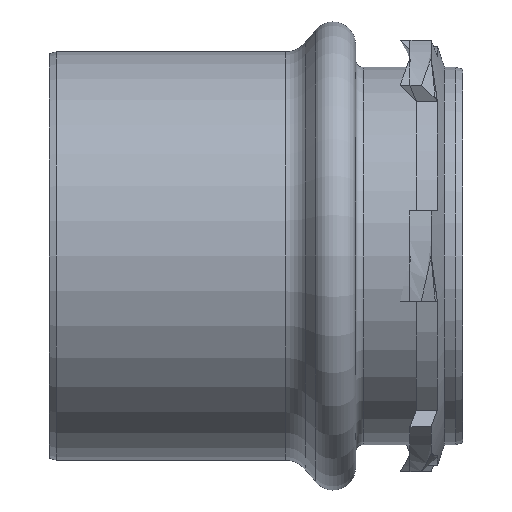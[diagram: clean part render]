
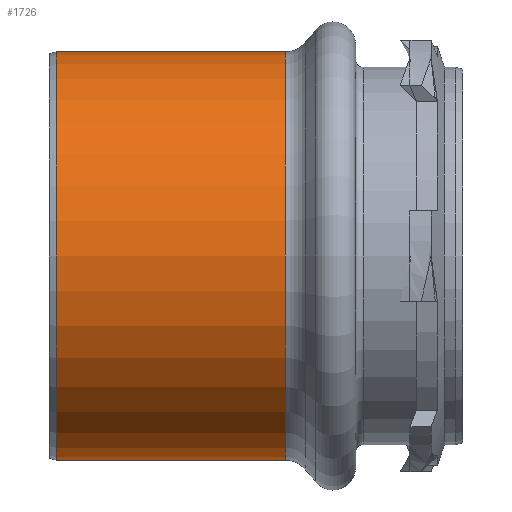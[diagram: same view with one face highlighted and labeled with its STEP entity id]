
A CAD part, front view. The second image highlights one B-rep face of the part: STEP entity #1726.
In plain terms, the highlighted cylindrical face has radius 27.05 mm (diameter 54.1 mm), a full revolution.
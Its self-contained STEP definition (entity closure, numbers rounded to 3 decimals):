
#41=CYLINDRICAL_SURFACE('',#1909,27.05);
#134=B_SPLINE_CURVE_WITH_KNOTS('',3,(#3384,#3385,#3386,#3387,#3388,#3389,
#3390,#3391,#3392,#3393,#3394,#3395,#3396,#3397,#3398,#3399),
 .UNSPECIFIED.,.T.,.F.,(4,1,1,1,1,1,1,1,1,1,1,1,1,4),(-2.415,
-2.242,-2.07,-1.897,-1.725,
-1.552,-1.38,-1.15,-1.035,
-0.69,-0.517,-0.345,-0.172,
0.),.UNSPECIFIED.);
#135=B_SPLINE_CURVE_WITH_KNOTS('',3,(#3401,#3402,#3403,#3404,#3405,#3406,
#3407,#3408,#3409,#3410,#3411,#3412,#3413,#3414,#3415,#3416,#3417),
 .UNSPECIFIED.,.T.,.F.,(4,1,1,1,1,1,1,1,1,1,1,1,1,1,4),(-2.415,
-2.242,-2.07,-1.897,-1.725,
-1.552,-1.38,-1.207,-1.035,
-0.92,-0.69,-0.517,-0.345,
-0.172,0.),.UNSPECIFIED.);
#204=LINE('',#3379,#254);
#254=VECTOR('',#2238,27.05);
#400=FACE_BOUND('',#580,.T.);
#401=FACE_BOUND('',#581,.T.);
#467=FACE_OUTER_BOUND('',#579,.T.);
#579=EDGE_LOOP('',(#1477,#1478,#1479,#1480,#1481,#1482));
#580=EDGE_LOOP('',(#1483));
#581=EDGE_LOOP('',(#1484));
#694=CIRCLE('',#1910,27.05);
#695=CIRCLE('',#1911,27.05);
#696=CIRCLE('',#1912,27.05);
#697=CIRCLE('',#1913,27.05);
#853=VERTEX_POINT('',#3374);
#854=VERTEX_POINT('',#3375);
#855=VERTEX_POINT('',#3378);
#856=VERTEX_POINT('',#3380);
#857=VERTEX_POINT('',#3383);
#858=VERTEX_POINT('',#3400);
#1071=EDGE_CURVE('',#853,#854,#694,.T.);
#1072=EDGE_CURVE('',#854,#853,#695,.T.);
#1073=EDGE_CURVE('',#854,#855,#204,.T.);
#1074=EDGE_CURVE('',#855,#856,#696,.T.);
#1075=EDGE_CURVE('',#856,#855,#697,.T.);
#1076=EDGE_CURVE('',#857,#857,#134,.T.);
#1077=EDGE_CURVE('',#858,#858,#135,.T.);
#1477=ORIENTED_EDGE('',*,*,#1071,.F.);
#1478=ORIENTED_EDGE('',*,*,#1072,.F.);
#1479=ORIENTED_EDGE('',*,*,#1073,.T.);
#1480=ORIENTED_EDGE('',*,*,#1074,.T.);
#1481=ORIENTED_EDGE('',*,*,#1075,.T.);
#1482=ORIENTED_EDGE('',*,*,#1073,.F.);
#1483=ORIENTED_EDGE('',*,*,#1076,.F.);
#1484=ORIENTED_EDGE('',*,*,#1077,.F.);
#1726=ADVANCED_FACE('',(#467,#400,#401),#41,.T.);
#1909=AXIS2_PLACEMENT_3D('',#3373,#2232,#2233);
#1910=AXIS2_PLACEMENT_3D('',#3376,#2234,#2235);
#1911=AXIS2_PLACEMENT_3D('',#3377,#2236,#2237);
#1912=AXIS2_PLACEMENT_3D('',#3381,#2239,#2240);
#1913=AXIS2_PLACEMENT_3D('',#3382,#2241,#2242);
#2232=DIRECTION('center_axis',(-1.,0.,0.));
#2233=DIRECTION('ref_axis',(0.,1.,0.));
#2234=DIRECTION('center_axis',(-1.,0.,0.));
#2235=DIRECTION('ref_axis',(0.,-1.,0.));
#2236=DIRECTION('center_axis',(-1.,0.,0.));
#2237=DIRECTION('ref_axis',(0.,-1.,0.));
#2238=DIRECTION('',(1.,0.,0.));
#2239=DIRECTION('center_axis',(-1.,0.,0.));
#2240=DIRECTION('ref_axis',(0.,0.,
1.));
#2241=DIRECTION('center_axis',(-1.,0.,0.));
#2242=DIRECTION('ref_axis',(0.,0.,
1.));
#3373=CARTESIAN_POINT('Origin',(-24.95,0.,0.));
#3374=CARTESIAN_POINT('',(-39.667,27.05,0.));
#3375=CARTESIAN_POINT('',(-39.667,-27.05,0.));
#3376=CARTESIAN_POINT('Origin',(-39.667,0.,
0.));
#3377=CARTESIAN_POINT('Origin',(-39.667,0.,
0.));
#3378=CARTESIAN_POINT('',(-9.3,-27.05,0.));
#3379=CARTESIAN_POINT('',(-24.95,-27.05,0.));
#3380=CARTESIAN_POINT('',(-9.3,0.,-27.05));
#3381=CARTESIAN_POINT('Origin',(-9.3,0.,
0.));
#3382=CARTESIAN_POINT('Origin',(-9.3,0.,
0.));
#3383=CARTESIAN_POINT('',(-31.4,26.617,4.822));
#3384=CARTESIAN_POINT('Ctrl Pts',(-31.4,26.617,4.822));
#3385=CARTESIAN_POINT('Ctrl Pts',(-30.651,26.617,4.822));
#3386=CARTESIAN_POINT('Ctrl Pts',(-29.153,26.68,4.491));
#3387=CARTESIAN_POINT('Ctrl Pts',(-27.359,26.89,3.11));
#3388=CARTESIAN_POINT('Ctrl Pts',(-26.359,27.057,1.113));
#3389=CARTESIAN_POINT('Ctrl Pts',(-26.359,27.056,-1.115));
#3390=CARTESIAN_POINT('Ctrl Pts',(-27.359,26.89,-3.108));
#3391=CARTESIAN_POINT('Ctrl Pts',(-29.353,26.655,-4.649));
#3392=CARTESIAN_POINT('Ctrl Pts',(-31.673,26.585,-4.985));
#3393=CARTESIAN_POINT('Ctrl Pts',(-34.58,26.746,-4.129));
#3394=CARTESIAN_POINT('Ctrl Pts',(-36.45,27.058,-1.865));
#3395=CARTESIAN_POINT('Ctrl Pts',(-36.437,27.056,1.117));
#3396=CARTESIAN_POINT('Ctrl Pts',(-35.442,26.89,3.109));
#3397=CARTESIAN_POINT('Ctrl Pts',(-33.646,26.68,4.492));
#3398=CARTESIAN_POINT('Ctrl Pts',(-32.149,26.617,4.822));
#3399=CARTESIAN_POINT('Ctrl Pts',(-31.4,26.617,4.822));
#3400=CARTESIAN_POINT('',(-15.4,26.617,4.822));
#3401=CARTESIAN_POINT('Ctrl Pts',(-15.4,26.617,4.822));
#3402=CARTESIAN_POINT('Ctrl Pts',(-14.651,26.617,4.822));
#3403=CARTESIAN_POINT('Ctrl Pts',(-13.153,26.68,4.491));
#3404=CARTESIAN_POINT('Ctrl Pts',(-11.359,26.89,3.11));
#3405=CARTESIAN_POINT('Ctrl Pts',(-10.359,27.057,1.113));
#3406=CARTESIAN_POINT('Ctrl Pts',(-10.358,27.057,-1.113));
#3407=CARTESIAN_POINT('Ctrl Pts',(-11.36,26.89,-3.109));
#3408=CARTESIAN_POINT('Ctrl Pts',(-13.152,26.68,-4.491));
#3409=CARTESIAN_POINT('Ctrl Pts',(-15.4,26.585,-4.988));
#3410=CARTESIAN_POINT('Ctrl Pts',(-17.397,26.669,-4.545));
#3411=CARTESIAN_POINT('Ctrl Pts',(-19.269,26.86,-3.315));
#3412=CARTESIAN_POINT('Ctrl Pts',(-20.444,27.057,-1.362));
#3413=CARTESIAN_POINT('Ctrl Pts',(-20.44,27.056,1.114));
#3414=CARTESIAN_POINT('Ctrl Pts',(-19.441,26.89,3.109));
#3415=CARTESIAN_POINT('Ctrl Pts',(-17.647,26.68,4.491));
#3416=CARTESIAN_POINT('Ctrl Pts',(-16.149,26.617,4.822));
#3417=CARTESIAN_POINT('Ctrl Pts',(-15.4,26.617,4.822));
